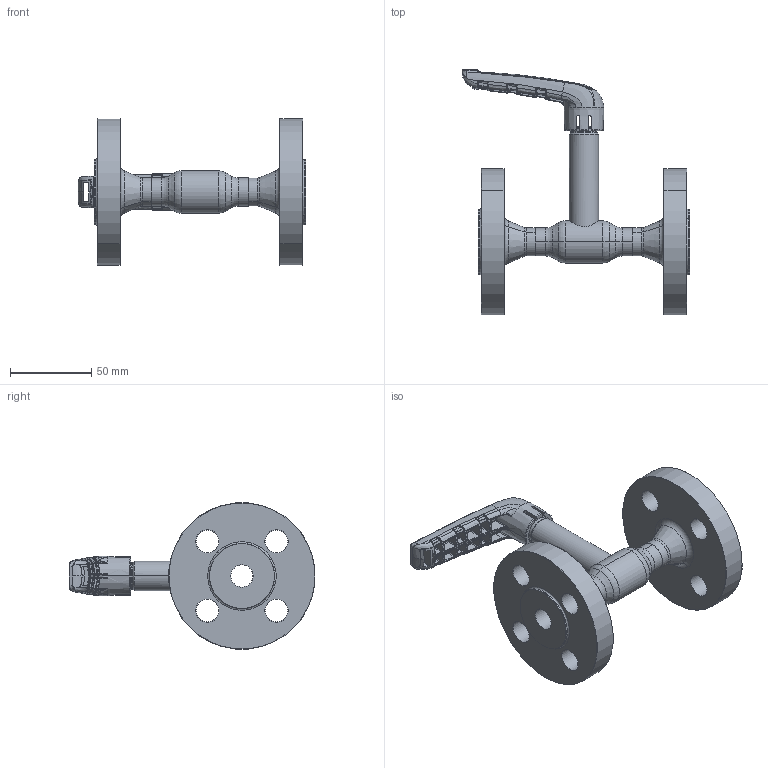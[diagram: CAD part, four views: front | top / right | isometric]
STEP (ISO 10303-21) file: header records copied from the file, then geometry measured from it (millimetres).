
FILE_DESCRIPTION (( 'STEP AP214' ), '1' );
FILE_NAME ('1010005001-xxxx.STEP', '2019-05-27T11:57:22', ( 'Broen A/S' ), ( 'Broen A/S' ), 'SwSTEP 2.0', 'SolidWorks 2017', '' );
FILE_SCHEMA (( 'AUTOMOTIVE_DESIGN' ));
Length unit declared in the file: millimetre
Products named in the file (1): 1010005001-xxxx
Bounding box: 139.78 x 151.01 x 89.66 mm (x, y, z)
Surface area: 57222.1 mm2 (no closed solid volume)
Topology: 0 solids, 8 shells, 747 faces, 2319 edges, 1469 vertices
Faces by surface type: bspline 545, cone 69, cylinder 54, plane 50, torus 29
Entity records: 62588 total; most frequent: CARTESIAN_POINT 39070, ORIENTED_EDGE 3787, EDGE_CURVE 2301, DIRECTION 1750, B_SPLINE_CURVE_WITH_KNOTS 1522, VERTEX_POINT 1469, EDGE_LOOP 788, AXIS2_PLACEMENT_3D 772
